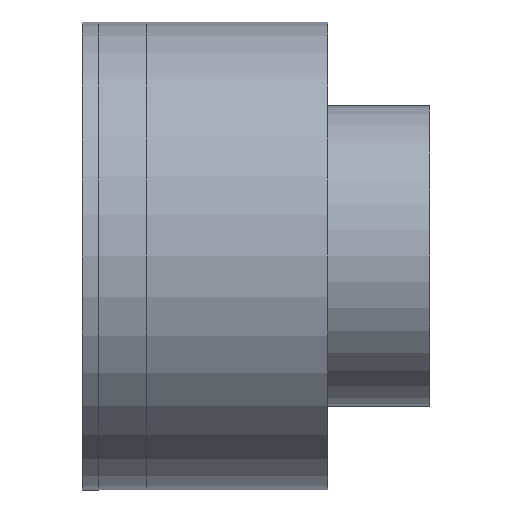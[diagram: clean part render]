
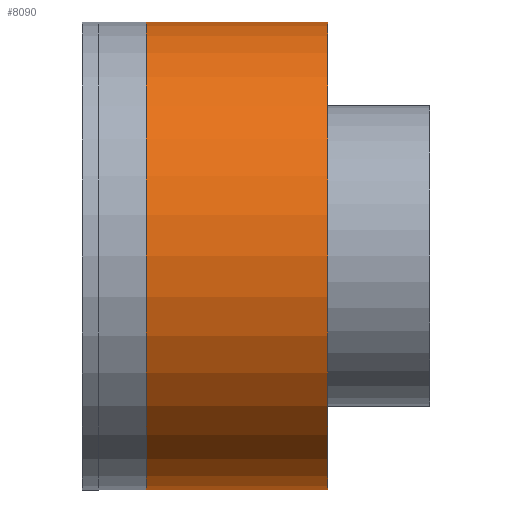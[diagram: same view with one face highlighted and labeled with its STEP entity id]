
A CAD part, front view. The second image highlights one B-rep face of the part: STEP entity #8090.
In plain terms, the highlighted cylindrical face has radius 42.5 mm (diameter 85 mm), a full revolution.
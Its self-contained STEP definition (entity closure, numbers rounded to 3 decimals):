
#476 = EDGE_CURVE ( 'NONE', #14124, #2680, #16924, .T. ) ;
#591 = CARTESIAN_POINT ( 'NONE',  ( 12.5, 41.5, -9.165 ) ) ;
#816 = AXIS2_PLACEMENT_3D ( 'NONE', #21958, #19838, #10234 ) ;
#1025 = AXIS2_PLACEMENT_3D ( 'NONE', #19068, #15394, #6871 ) ;
#2245 = EDGE_CURVE ( 'NONE', #17673, #17673, #13595, .T. ) ;
#2391 = CARTESIAN_POINT ( 'NONE',  ( 8.5, 0., 42.5 ) ) ;
#2474 = EDGE_CURVE ( 'NONE', #2680, #22998, #10754, .T. ) ;
#2680 = VERTEX_POINT ( 'NONE', #17598 ) ;
#2861 = CARTESIAN_POINT ( 'NONE',  ( 8.5, 41.5, 9.165 ) ) ;
#4385 = EDGE_LOOP ( 'NONE', ( #10282 ) ) ;
#4559 = DIRECTION ( 'NONE',  ( -1., 0., 0. ) ) ;
#4837 = CARTESIAN_POINT ( 'NONE',  ( 32.5, 41.5, 9.165 ) ) ;
#5130 = DIRECTION ( 'NONE',  ( -1., 0., 0. ) ) ;
#5319 = CYLINDRICAL_SURFACE ( 'NONE', #8055, 42.5 ) ;
#6871 = DIRECTION ( 'NONE',  ( 0., 0., 1. ) ) ;
#7504 = VERTEX_POINT ( 'NONE', #11387 ) ;
#8055 = AXIS2_PLACEMENT_3D ( 'NONE', #19381, #11499, #11636 ) ;
#8090 = ADVANCED_FACE ( 'NONE', ( #21487, #15562, #15298 ), #5319, .T. ) ;
#8097 = EDGE_CURVE ( 'NONE', #22998, #7504, #13189, .T. ) ;
#8259 = EDGE_LOOP ( 'NONE', ( #12157 ) ) ;
#8542 = CARTESIAN_POINT ( 'NONE',  ( 12.5, 0., 0. ) ) ;
#8577 = VECTOR ( 'NONE', #4559, 1000. ) ;
#10234 = DIRECTION ( 'NONE',  ( 0., 0., -1. ) ) ;
#10253 = EDGE_CURVE ( 'NONE', #7504, #14124, #19260, .T. ) ;
#10282 = ORIENTED_EDGE ( 'NONE', *, *, #13692, .T. ) ;
#10754 = CIRCLE ( 'NONE', #25482, 42.5 ) ;
#11387 = CARTESIAN_POINT ( 'NONE',  ( 32.5, 41.5, -9.165 ) ) ;
#11499 = DIRECTION ( 'NONE',  ( -1., 0., 0. ) ) ;
#11636 = DIRECTION ( 'NONE',  ( 0., 0., 1. ) ) ;
#12157 = ORIENTED_EDGE ( 'NONE', *, *, #2245, .F. ) ;
#12224 = DIRECTION ( 'NONE',  ( 0., -1., 0. ) ) ;
#12426 = AXIS2_PLACEMENT_3D ( 'NONE', #14856, #5130, #13271 ) ;
#13189 = LINE ( 'NONE', #21235, #24428 ) ;
#13271 = DIRECTION ( 'NONE',  ( 0., 0., 1. ) ) ;
#13326 = DIRECTION ( 'NONE',  ( 1., 0., 0. ) ) ;
#13595 = CIRCLE ( 'NONE', #1025, 42.5 ) ;
#13692 = EDGE_CURVE ( 'NONE', #24695, #24695, #19580, .T. ) ;
#13746 = ORIENTED_EDGE ( 'NONE', *, *, #476, .T. ) ;
#14124 = VERTEX_POINT ( 'NONE', #4837 ) ;
#14362 = EDGE_LOOP ( 'NONE', ( #17651, #13746, #22212, #15937 ) ) ;
#14570 = CARTESIAN_POINT ( 'NONE',  ( 41.5, 0., 42.5 ) ) ;
#14856 = CARTESIAN_POINT ( 'NONE',  ( 41.5, 0., 0. ) ) ;
#15298 = FACE_OUTER_BOUND ( 'NONE', #4385, .T. ) ;
#15394 = DIRECTION ( 'NONE',  ( -1., 0., 0. ) ) ;
#15562 = FACE_OUTER_BOUND ( 'NONE', #8259, .T. ) ;
#15937 = ORIENTED_EDGE ( 'NONE', *, *, #8097, .T. ) ;
#16924 = LINE ( 'NONE', #2861, #8577 ) ;
#17598 = CARTESIAN_POINT ( 'NONE',  ( 12.5, 41.5, 9.165 ) ) ;
#17651 = ORIENTED_EDGE ( 'NONE', *, *, #10253, .T. ) ;
#17673 = VERTEX_POINT ( 'NONE', #2391 ) ;
#19068 = CARTESIAN_POINT ( 'NONE',  ( 8.5, 0., 0. ) ) ;
#19260 = CIRCLE ( 'NONE', #816, 42.5 ) ;
#19381 = CARTESIAN_POINT ( 'NONE',  ( 8.5, 0., 0. ) ) ;
#19580 = CIRCLE ( 'NONE', #12426, 42.5 ) ;
#19838 = DIRECTION ( 'NONE',  ( 1., 0., 0. ) ) ;
#21235 = CARTESIAN_POINT ( 'NONE',  ( 8.5, 41.5, -9.165 ) ) ;
#21487 = FACE_BOUND ( 'NONE', #14362, .T. ) ;
#21958 = CARTESIAN_POINT ( 'NONE',  ( 32.5, 0., 0. ) ) ;
#22212 = ORIENTED_EDGE ( 'NONE', *, *, #2474, .T. ) ;
#22362 = DIRECTION ( 'NONE',  ( -1., 0., 0. ) ) ;
#22998 = VERTEX_POINT ( 'NONE', #591 ) ;
#24428 = VECTOR ( 'NONE', #13326, 1000. ) ;
#24695 = VERTEX_POINT ( 'NONE', #14570 ) ;
#25482 = AXIS2_PLACEMENT_3D ( 'NONE', #8542, #22362, #12224 ) ;
